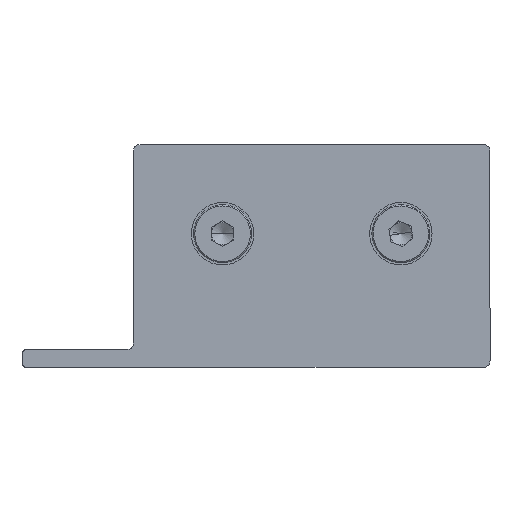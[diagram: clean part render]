
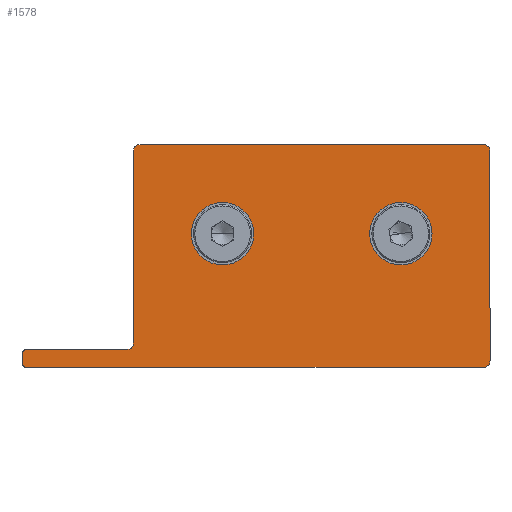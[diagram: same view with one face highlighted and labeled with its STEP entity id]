
A CAD part, top view. The second image highlights one B-rep face of the part: STEP entity #1578.
In plain terms, the highlighted planar face has unit normal (0, 0, 1).
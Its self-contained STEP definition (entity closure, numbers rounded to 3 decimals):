
#13 = DIRECTION ( 'NONE',  ( 0., 0., 1. ) ) ;
#14 = CIRCLE ( 'NONE', #222, 1.5 ) ;
#18 = ORIENTED_EDGE ( 'NONE', *, *, #3344, .T. ) ;
#30 = VECTOR ( 'NONE', #2772, 1000. ) ;
#36 = CARTESIAN_POINT ( 'NONE',  ( 7., 9., 0. ) ) ;
#42 = VERTEX_POINT ( 'NONE', #1928 ) ;
#113 = ORIENTED_EDGE ( 'NONE', *, *, #1944, .T. ) ;
#131 = DIRECTION ( 'NONE',  ( 0., 0., 1. ) ) ;
#201 = CARTESIAN_POINT ( 'NONE',  ( 29.5, 10., 0. ) ) ;
#211 = VECTOR ( 'NONE', #2874, 1000. ) ;
#222 = AXIS2_PLACEMENT_3D ( 'NONE', #2108, #3157, #3175 ) ;
#259 = EDGE_CURVE ( 'NONE', #1921, #3005, #14, .T. ) ;
#265 = DIRECTION ( 'NONE',  ( 1., 0., 0. ) ) ;
#285 = ORIENTED_EDGE ( 'NONE', *, *, #2708, .T. ) ;
#313 = CARTESIAN_POINT ( 'NONE',  ( 7., 6., 0. ) ) ;
#338 = AXIS2_PLACEMENT_3D ( 'NONE', #1865, #2339, #2914 ) ;
#347 = LINE ( 'NONE', #313, #2945 ) ;
#362 = CARTESIAN_POINT ( 'NONE',  ( 44., 36., 0. ) ) ;
#373 = CARTESIAN_POINT ( 'NONE',  ( 7., 10., 0. ) ) ;
#375 = DIRECTION ( 'NONE',  ( 0., 0., 1. ) ) ;
#382 = AXIS2_PLACEMENT_3D ( 'NONE', #1989, #13, #1845 ) ;
#412 = FACE_BOUND ( 'NONE', #2563, .T. ) ;
#416 = DIRECTION ( 'NONE',  ( 0., 0., -1. ) ) ;
#474 = DIRECTION ( 'NONE',  ( 0., 1., 0. ) ) ;
#512 = VERTEX_POINT ( 'NONE', #1466 ) ;
#531 = DIRECTION ( 'NONE',  ( 0., 0., 1. ) ) ;
#539 = ORIENTED_EDGE ( 'NONE', *, *, #926, .T. ) ;
#542 = CARTESIAN_POINT ( 'NONE',  ( 31., 11.5, 0. ) ) ;
#576 = ORIENTED_EDGE ( 'NONE', *, *, #1209, .T. ) ;
#631 = AXIS2_PLACEMENT_3D ( 'NONE', #889, #1938, #2993 ) ;
#637 = VERTEX_POINT ( 'NONE', #1358 ) ;
#698 = CARTESIAN_POINT ( 'NONE',  ( 6., 7., 0. ) ) ;
#729 = ORIENTED_EDGE ( 'NONE', *, *, #1056, .F. ) ;
#756 = CIRCLE ( 'NONE', #1407, 1. ) ;
#889 = CARTESIAN_POINT ( 'NONE',  ( 51., 36., 0. ) ) ;
#894 = VERTEX_POINT ( 'NONE', #1350 ) ;
#904 = CIRCLE ( 'NONE', #962, 1.5 ) ;
#926 = EDGE_CURVE ( 'NONE', #1599, #1773, #756, .T. ) ;
#937 = VECTOR ( 'NONE', #474, 1000. ) ;
#953 = VERTEX_POINT ( 'NONE', #362 ) ;
#958 = DIRECTION ( 'NONE',  ( 1., 0., 0. ) ) ;
#961 = CARTESIAN_POINT ( 'NONE',  ( 91., 36., 0. ) ) ;
#962 = AXIS2_PLACEMENT_3D ( 'NONE', #1150, #416, #3258 ) ;
#1023 = LINE ( 'NONE', #698, #1533 ) ;
#1031 = LINE ( 'NONE', #2086, #211 ) ;
#1042 = EDGE_CURVE ( 'NONE', #2890, #2789, #904, .T. ) ;
#1056 = EDGE_CURVE ( 'NONE', #637, #953, #2217, .T. ) ;
#1071 = EDGE_CURVE ( 'NONE', #1970, #1140, #1397, .T. ) ;
#1140 = VERTEX_POINT ( 'NONE', #3063 ) ;
#1146 = CARTESIAN_POINT ( 'NONE',  ( 32.5, 56., 0. ) ) ;
#1150 = CARTESIAN_POINT ( 'NONE',  ( 29.5, 11.5, 0. ) ) ;
#1169 = DIRECTION ( 'NONE',  ( -1., 0., 0. ) ) ;
#1189 = ORIENTED_EDGE ( 'NONE', *, *, #1071, .T. ) ;
#1209 = EDGE_CURVE ( 'NONE', #3005, #2890, #1915, .T. ) ;
#1228 = ORIENTED_EDGE ( 'NONE', *, *, #1443, .T. ) ;
#1280 = CARTESIAN_POINT ( 'NONE',  ( 111., 7.5, 0. ) ) ;
#1324 = DIRECTION ( 'NONE',  ( 1., 0., 0. ) ) ;
#1350 = CARTESIAN_POINT ( 'NONE',  ( 7., 6., 0. ) ) ;
#1358 = CARTESIAN_POINT ( 'NONE',  ( 58., 36., 0. ) ) ;
#1397 = CIRCLE ( 'NONE', #2329, 1.5 ) ;
#1405 = DIRECTION ( 'NONE',  ( 1., 0., 0. ) ) ;
#1407 = AXIS2_PLACEMENT_3D ( 'NONE', #36, #531, #265 ) ;
#1414 = VECTOR ( 'NONE', #3273, 1000. ) ;
#1428 = AXIS2_PLACEMENT_3D ( 'NONE', #3027, #3275, #958 ) ;
#1439 = ORIENTED_EDGE ( 'NONE', *, *, #2823, .T. ) ;
#1443 = EDGE_CURVE ( 'NONE', #894, #2058, #347, .T. ) ;
#1466 = CARTESIAN_POINT ( 'NONE',  ( 111., 7.5, 0. ) ) ;
#1484 = AXIS2_PLACEMENT_3D ( 'NONE', #3097, #3381, #3130 ) ;
#1533 = VECTOR ( 'NONE', #3341, 1000. ) ;
#1541 = ORIENTED_EDGE ( 'NONE', *, *, #259, .T. ) ;
#1578 = ADVANCED_FACE ( 'NONE', ( #412, #2805, #2507 ), #3330, .T. ) ;
#1599 = VERTEX_POINT ( 'NONE', #2065 ) ;
#1681 = CARTESIAN_POINT ( 'NONE',  ( 111., 54.5, 0. ) ) ;
#1749 = DIRECTION ( 'NONE',  ( -1., 0., 0. ) ) ;
#1773 = VERTEX_POINT ( 'NONE', #2978 ) ;
#1845 = DIRECTION ( 'NONE',  ( 1., 0., 0. ) ) ;
#1865 = CARTESIAN_POINT ( 'NONE',  ( 109.5, 7.5, 0. ) ) ;
#1876 = CIRCLE ( 'NONE', #338, 1.5 ) ;
#1915 = LINE ( 'NONE', #2774, #1414 ) ;
#1921 = VERTEX_POINT ( 'NONE', #1146 ) ;
#1928 = CARTESIAN_POINT ( 'NONE',  ( 84., 36., 0. ) ) ;
#1938 = DIRECTION ( 'NONE',  ( 0., 0., 1. ) ) ;
#1944 = EDGE_CURVE ( 'NONE', #2332, #894, #3252, .T. ) ;
#1970 = VERTEX_POINT ( 'NONE', #1681 ) ;
#1989 = CARTESIAN_POINT ( 'NONE',  ( 51., 36., 0. ) ) ;
#1991 = LINE ( 'NONE', #373, #30 ) ;
#2000 = ORIENTED_EDGE ( 'NONE', *, *, #3172, .F. ) ;
#2016 = DIRECTION ( 'NONE',  ( 0., 0., 1. ) ) ;
#2036 = CIRCLE ( 'NONE', #1484, 7. ) ;
#2050 = ORIENTED_EDGE ( 'NONE', *, *, #2787, .T. ) ;
#2058 = VERTEX_POINT ( 'NONE', #2717 ) ;
#2065 = CARTESIAN_POINT ( 'NONE',  ( 7., 10., 0. ) ) ;
#2086 = CARTESIAN_POINT ( 'NONE',  ( 32.5, 56., 0. ) ) ;
#2108 = CARTESIAN_POINT ( 'NONE',  ( 32.5, 54.5, 0. ) ) ;
#2118 = ORIENTED_EDGE ( 'NONE', *, *, #3092, .F. ) ;
#2131 = ORIENTED_EDGE ( 'NONE', *, *, #3056, .F. ) ;
#2217 = CIRCLE ( 'NONE', #631, 7. ) ;
#2329 = AXIS2_PLACEMENT_3D ( 'NONE', #2473, #131, #1169 ) ;
#2332 = VERTEX_POINT ( 'NONE', #2891 ) ;
#2334 = CARTESIAN_POINT ( 'NONE',  ( 31., 54.5, 0. ) ) ;
#2339 = DIRECTION ( 'NONE',  ( 0., 0., 1. ) ) ;
#2405 = CIRCLE ( 'NONE', #382, 7. ) ;
#2407 = EDGE_LOOP ( 'NONE', ( #539, #2050, #113, #1228, #3151, #1439, #1189, #18, #1541, #576, #3038, #285 ) ) ;
#2410 = AXIS2_PLACEMENT_3D ( 'NONE', #2731, #375, #1749 ) ;
#2473 = CARTESIAN_POINT ( 'NONE',  ( 109.5, 54.5, 0. ) ) ;
#2507 = FACE_OUTER_BOUND ( 'NONE', #2407, .T. ) ;
#2555 = LINE ( 'NONE', #1280, #937 ) ;
#2563 = EDGE_LOOP ( 'NONE', ( #729, #2131 ) ) ;
#2608 = CIRCLE ( 'NONE', #2714, 7. ) ;
#2620 = VERTEX_POINT ( 'NONE', #2921 ) ;
#2708 = EDGE_CURVE ( 'NONE', #2789, #1599, #1991, .T. ) ;
#2714 = AXIS2_PLACEMENT_3D ( 'NONE', #961, #2016, #1405 ) ;
#2715 = EDGE_LOOP ( 'NONE', ( #2000, #2118 ) ) ;
#2717 = CARTESIAN_POINT ( 'NONE',  ( 109.5, 6., 0. ) ) ;
#2731 = CARTESIAN_POINT ( 'NONE',  ( 7., 7., 0. ) ) ;
#2772 = DIRECTION ( 'NONE',  ( -1., 0., 0. ) ) ;
#2774 = CARTESIAN_POINT ( 'NONE',  ( 31., 11.5, 0. ) ) ;
#2787 = EDGE_CURVE ( 'NONE', #1773, #2332, #1023, .T. ) ;
#2789 = VERTEX_POINT ( 'NONE', #201 ) ;
#2805 = FACE_BOUND ( 'NONE', #2715, .T. ) ;
#2823 = EDGE_CURVE ( 'NONE', #512, #1970, #2555, .T. ) ;
#2874 = DIRECTION ( 'NONE',  ( -1., 0., 0. ) ) ;
#2890 = VERTEX_POINT ( 'NONE', #542 ) ;
#2891 = CARTESIAN_POINT ( 'NONE',  ( 6., 7., 0. ) ) ;
#2903 = EDGE_CURVE ( 'NONE', #2058, #512, #1876, .T. ) ;
#2914 = DIRECTION ( 'NONE',  ( 1., 0., 0. ) ) ;
#2921 = CARTESIAN_POINT ( 'NONE',  ( 98., 36., 0. ) ) ;
#2945 = VECTOR ( 'NONE', #1324, 1000. ) ;
#2978 = CARTESIAN_POINT ( 'NONE',  ( 6., 9., 0. ) ) ;
#2993 = DIRECTION ( 'NONE',  ( 1., 0., 0. ) ) ;
#3005 = VERTEX_POINT ( 'NONE', #2334 ) ;
#3027 = CARTESIAN_POINT ( 'NONE',  ( 7., 9., 0. ) ) ;
#3038 = ORIENTED_EDGE ( 'NONE', *, *, #1042, .T. ) ;
#3056 = EDGE_CURVE ( 'NONE', #953, #637, #2405, .T. ) ;
#3063 = CARTESIAN_POINT ( 'NONE',  ( 109.5, 56., 0. ) ) ;
#3092 = EDGE_CURVE ( 'NONE', #42, #2620, #2036, .T. ) ;
#3097 = CARTESIAN_POINT ( 'NONE',  ( 91., 36., 0. ) ) ;
#3130 = DIRECTION ( 'NONE',  ( 1., 0., 0. ) ) ;
#3151 = ORIENTED_EDGE ( 'NONE', *, *, #2903, .T. ) ;
#3157 = DIRECTION ( 'NONE',  ( 0., 0., 1. ) ) ;
#3172 = EDGE_CURVE ( 'NONE', #2620, #42, #2608, .T. ) ;
#3175 = DIRECTION ( 'NONE',  ( -1., 0., 0. ) ) ;
#3252 = CIRCLE ( 'NONE', #2410, 1. ) ;
#3258 = DIRECTION ( 'NONE',  ( -1., 0., 0. ) ) ;
#3273 = DIRECTION ( 'NONE',  ( 0., -1., 0. ) ) ;
#3275 = DIRECTION ( 'NONE',  ( 0., 0., 1. ) ) ;
#3330 = PLANE ( 'NONE',  #1428 ) ;
#3341 = DIRECTION ( 'NONE',  ( 0., -1., 0. ) ) ;
#3344 = EDGE_CURVE ( 'NONE', #1140, #1921, #1031, .T. ) ;
#3381 = DIRECTION ( 'NONE',  ( 0., 0., 1. ) ) ;
